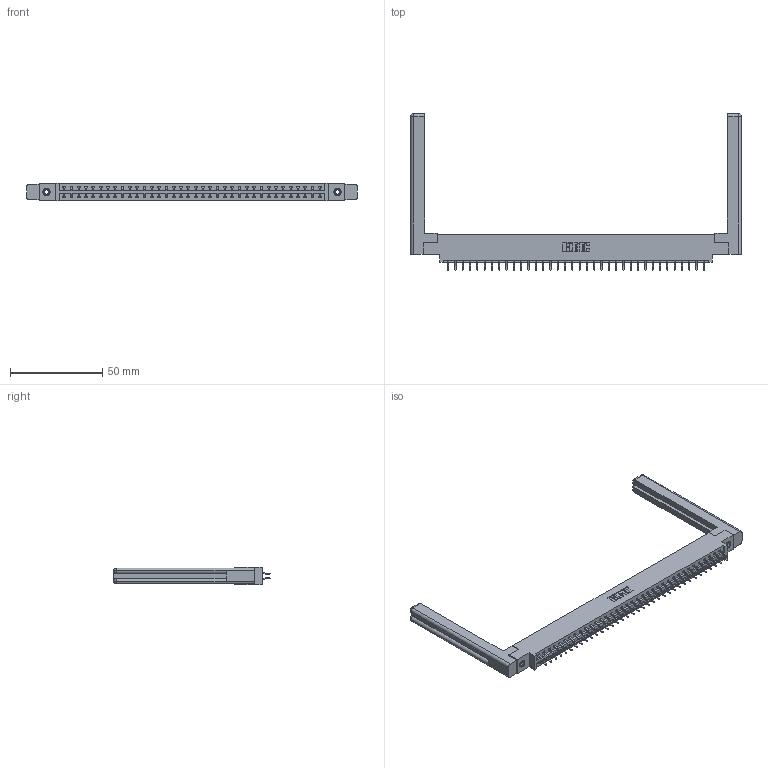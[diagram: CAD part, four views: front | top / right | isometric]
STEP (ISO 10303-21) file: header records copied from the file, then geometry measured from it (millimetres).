
FILE_DESCRIPTION (( 'STEP AP203' ), '1' );
FILE_NAME ('387-072-556-858.STEP', '2019-10-22T00:34:43', ( '' ), ( '' ), 'SwSTEP 2.0', 'SolidWorks 2016', '' );
FILE_SCHEMA (( 'CONFIG_CONTROL_DESIGN' ));
Length unit declared in the file: inch
Products named in the file (5): 345-292-001_556 Tail; 307-220-058; 345-250-001_345-250-001-102; 387-072-556-858; 337 Part_0.170 Offset - 0.156 Dia-TI
Assembly tree (77 placements, depth 2):
  387-072-556-858
    337 Part_0.170 Offset - 0.156 Dia-TI
    345-292-001_556 Tail  x72
    345-250-001_345-250-001-102  x2
    307-220-058  x2
Bounding box: 179.27 x 84.98 x 9.4 mm (x, y, z)
Volume: 25835.4 mm3; surface area: 26152.8 mm2
Topology: 77 solids, 77 shells, 4580 faces, 13565 edges, 8934 vertices
Faces by surface type: plane 3182, cylinder 1374, cone 12, torus 12
Entity records: 31674 total; most frequent: CARTESIAN_POINT 5365, ORIENTED_EDGE 5228, DIRECTION 4578, EDGE_CURVE 2614, LINE 2430, VECTOR 2430, VERTEX_POINT 1734, AXIS2_PLACEMENT_3D 1074
